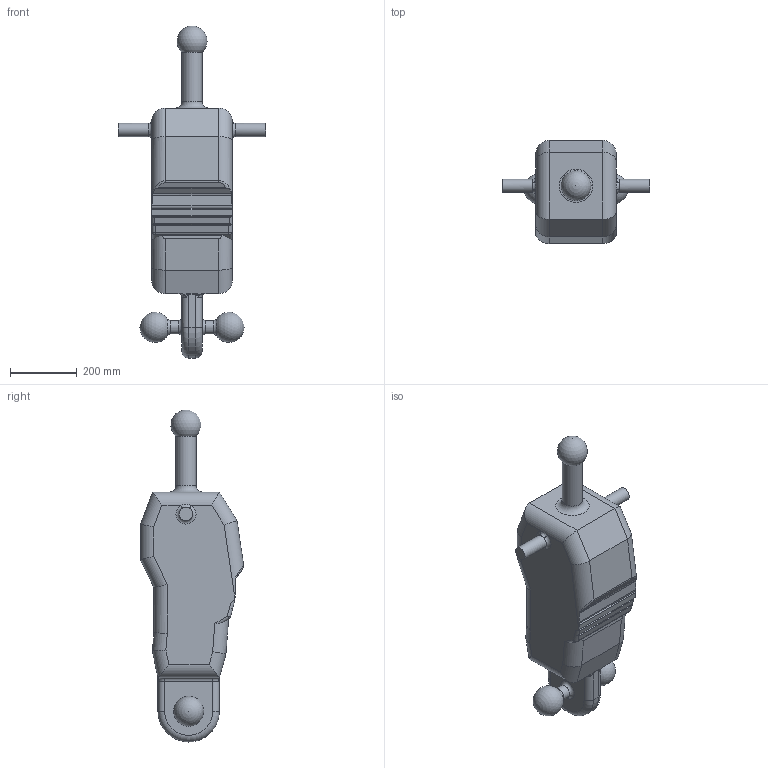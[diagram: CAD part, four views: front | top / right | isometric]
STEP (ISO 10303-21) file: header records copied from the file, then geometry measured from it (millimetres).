
FILE_DESCRIPTION(/* description */ ('STEP AP242','CAx-IF Rec.Pracs.---Representation and Presentation of Product Manufacturing Information (PMI)---4.0---2014-10-13','CAx-IF Rec.Pracs.---3D Tessellated Geometry---0.4---2014-09-14','2;1'),/* implementation_level */ '2;1');
FILE_NAME(/* name */ '67034749590f0c32bac2e986',/* time_stamp */ '2024-10-07T02:28:25Z',/* author */ (''),/* organization */ (''),/* preprocessor_version */ 'ST-DEVELOPER v20',/* originating_system */ ' ',/* authorisation */ ' ');
FILE_SCHEMA (('AP242_MANAGED_MODEL_BASED_3D_ENGINEERING_MIM_LF { 1 0 10303 442 1 1 4 }'));
Length unit declared in the file: metre
Products named in the file (1): Torso
Bounding box: 440 x 307.68 x 991.23 mm (x, y, z)
Volume: 35941348.8 mm3; surface area: 796607.7 mm2
Topology: 1 solids, 1 shells, 107 faces, 268 edges, 161 vertices
Faces by surface type: cylinder 47, plane 34, torus 13, bspline 8, sphere 5
Full cylindrical faces by diameter (mm): 40 x4, 60 x1
Entity records: 3221 total; most frequent: CARTESIAN_POINT 783, DIRECTION 524, ORIENTED_EDGE 486, EDGE_CURVE 243, AXIS2_PLACEMENT_3D 205, VERTEX_POINT 151, EDGE_LOOP 120, FACE_BOUND 120
